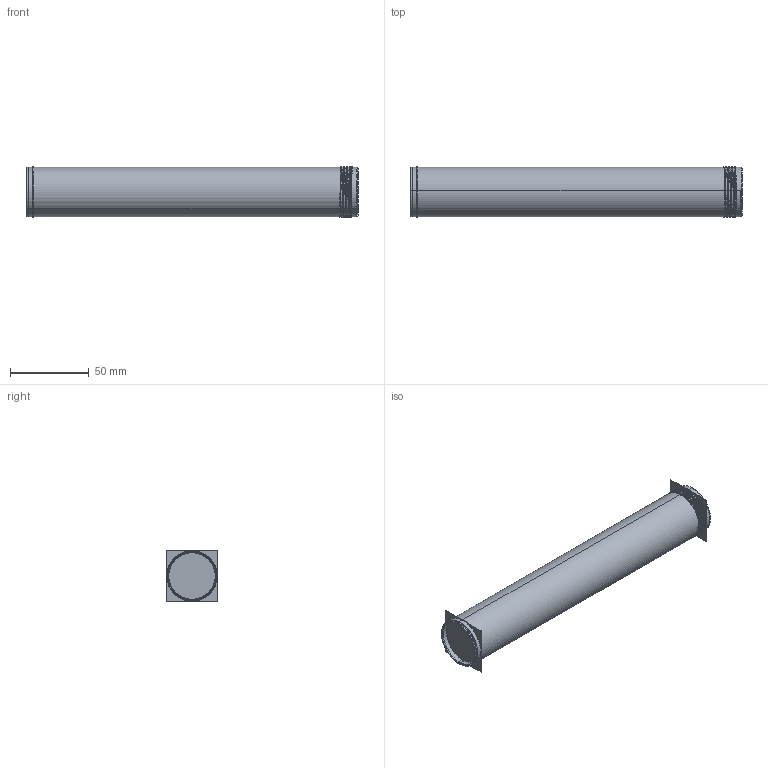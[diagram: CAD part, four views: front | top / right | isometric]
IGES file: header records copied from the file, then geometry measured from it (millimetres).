
Start section:  PTC IGES file: 327_asm.igs
Global section: file name: 327_asm.igs; native system: Creo Parametric by PTC Inc.; preprocessor: 2018500; author: NSantos; organization: Unknown; date: 20210611.174634; units: inch
Bounding box: 211.33 x 32.25 x 32.24 mm (x, y, z)
Surface area: 921459.3 mm2 (no closed solid volume)
Topology: 0 solids, 0 shells, 94 faces, 1507 edges, 2042 vertices
Faces by surface type: revolution 70, bspline 24
